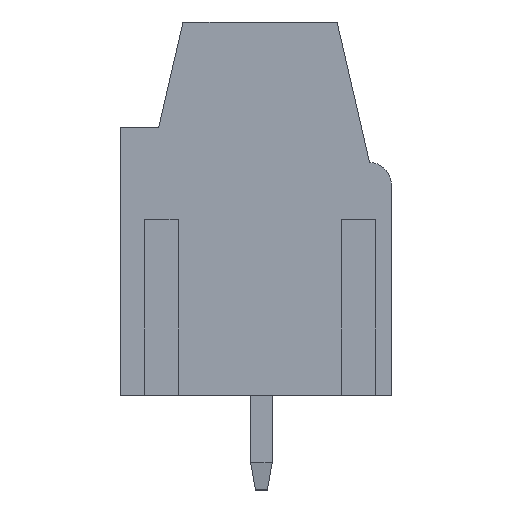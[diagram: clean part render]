
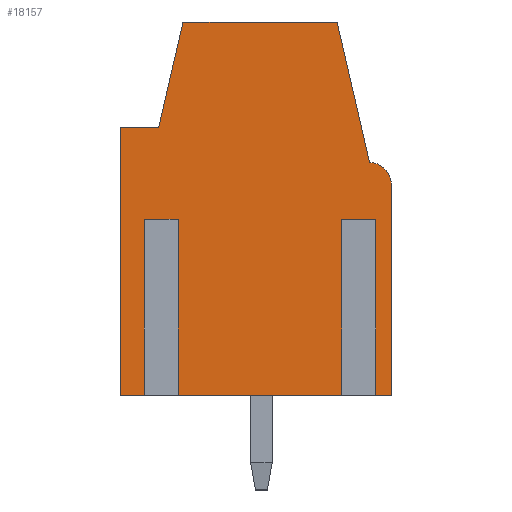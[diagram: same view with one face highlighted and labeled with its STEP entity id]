
A CAD part, left-side view. The second image highlights one B-rep face of the part: STEP entity #18157.
In plain terms, the highlighted planar face has unit normal (-1, 0, 0).
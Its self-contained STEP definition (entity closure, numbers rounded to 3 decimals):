
#17912=AXIS2_PLACEMENT_3D('Circle Axis2P3D',#17910,#17911,$) ;
#18094=AXIS2_PLACEMENT_3D('Plane Axis2P3D',#18091,#18092,#18093) ;
#17143=CARTESIAN_POINT('Vertex',(0.55,0.,3.5)) ;
#17146=CARTESIAN_POINT('Line Origine',(0.55,0.447,3.5)) ;
#17150=CARTESIAN_POINT('Vertex',(0.55,0.894,3.5)) ;
#17171=CARTESIAN_POINT('Vertex',(0.55,1.506,3.5)) ;
#17174=CARTESIAN_POINT('Line Origine',(0.55,4.85,3.5)) ;
#17178=CARTESIAN_POINT('Vertex',(0.55,8.194,3.5)) ;
#17199=CARTESIAN_POINT('Vertex',(0.55,8.806,3.5)) ;
#17202=CARTESIAN_POINT('Line Origine',(0.55,9.403,3.5)) ;
#17206=CARTESIAN_POINT('Vertex',(0.55,10.,3.5)) ;
#17650=CARTESIAN_POINT('Line Origine',(0.55,10.,8.45)) ;
#17654=CARTESIAN_POINT('Vertex',(0.55,10.,13.4)) ;
#17795=CARTESIAN_POINT('Vertex',(0.55,8.6,13.4)) ;
#17798=CARTESIAN_POINT('Line Origine',(0.55,8.15,15.35)) ;
#17802=CARTESIAN_POINT('Vertex',(0.55,7.7,17.3)) ;
#17826=CARTESIAN_POINT('Line Origine',(0.55,4.85,17.3)) ;
#17830=CARTESIAN_POINT('Vertex',(0.55,2.001,17.3)) ;
#17886=CARTESIAN_POINT('Line Origine',(0.55,1.4,14.7)) ;
#17890=CARTESIAN_POINT('Vertex',(0.55,0.8,12.1)) ;
#17910=CARTESIAN_POINT('Axis2P3D Location',(0.55,0.8,11.3)) ;
#17914=CARTESIAN_POINT('Vertex',(0.55,0.,11.3)) ;
#17934=CARTESIAN_POINT('Line Origine',(0.55,0.,7.4)) ;
#18091=CARTESIAN_POINT('Axis2P3D Location',(0.55,10.,0.)) ;
#18096=CARTESIAN_POINT('Line Origine',(0.55,1.506,6.75)) ;
#18100=CARTESIAN_POINT('Vertex',(0.55,1.506,10.)) ;
#18103=CARTESIAN_POINT('Line Origine',(0.55,1.2,10.)) ;
#18107=CARTESIAN_POINT('Vertex',(0.55,0.894,10.)) ;
#18110=CARTESIAN_POINT('Line Origine',(0.55,0.894,6.75)) ;
#18115=CARTESIAN_POINT('Line Origine',(0.55,9.3,13.4)) ;
#18120=CARTESIAN_POINT('Line Origine',(0.55,8.806,6.75)) ;
#18124=CARTESIAN_POINT('Vertex',(0.55,8.806,10.)) ;
#18127=CARTESIAN_POINT('Line Origine',(0.55,8.5,10.)) ;
#18131=CARTESIAN_POINT('Vertex',(0.55,8.194,10.)) ;
#18134=CARTESIAN_POINT('Line Origine',(0.55,8.194,6.75)) ;
#17147=DIRECTION('Vector Direction',(0.,-1.,0.)) ;
#17175=DIRECTION('Vector Direction',(0.,-1.,0.)) ;
#17203=DIRECTION('Vector Direction',(0.,-1.,0.)) ;
#17651=DIRECTION('Vector Direction',(0.,0.,-1.)) ;
#17799=DIRECTION('Vector Direction',(0.,0.225,-0.974)) ;
#17827=DIRECTION('Vector Direction',(0.,1.,0.)) ;
#17887=DIRECTION('Vector Direction',(0.,0.225,0.974)) ;
#17911=DIRECTION('Axis2P3D Direction',(-1.,0.,0.)) ;
#17935=DIRECTION('Vector Direction',(0.,0.,1.)) ;
#18092=DIRECTION('Axis2P3D Direction',(-1.,0.,0.)) ;
#18093=DIRECTION('Axis2P3D XDirection',(0.,1.,0.)) ;
#18097=DIRECTION('Vector Direction',(0.,0.,1.)) ;
#18104=DIRECTION('Vector Direction',(0.,1.,0.)) ;
#18111=DIRECTION('Vector Direction',(0.,0.,1.)) ;
#18116=DIRECTION('Vector Direction',(0.,1.,0.)) ;
#18121=DIRECTION('Vector Direction',(0.,0.,1.)) ;
#18128=DIRECTION('Vector Direction',(0.,1.,0.)) ;
#18135=DIRECTION('Vector Direction',(0.,0.,1.)) ;
#17148=VECTOR('Line Direction',#17147,1.) ;
#17176=VECTOR('Line Direction',#17175,1.) ;
#17204=VECTOR('Line Direction',#17203,1.) ;
#17652=VECTOR('Line Direction',#17651,1.) ;
#17800=VECTOR('Line Direction',#17799,1.) ;
#17828=VECTOR('Line Direction',#17827,1.) ;
#17888=VECTOR('Line Direction',#17887,1.) ;
#17936=VECTOR('Line Direction',#17935,1.) ;
#18098=VECTOR('Line Direction',#18097,1.) ;
#18105=VECTOR('Line Direction',#18104,1.) ;
#18112=VECTOR('Line Direction',#18111,1.) ;
#18117=VECTOR('Line Direction',#18116,1.) ;
#18122=VECTOR('Line Direction',#18121,1.) ;
#18129=VECTOR('Line Direction',#18128,1.) ;
#18136=VECTOR('Line Direction',#18135,1.) ;
#18140=ORIENTED_EDGE('',*,*,#17180,.T.) ;
#18141=ORIENTED_EDGE('',*,*,#18102,.T.) ;
#18142=ORIENTED_EDGE('',*,*,#18109,.F.) ;
#18143=ORIENTED_EDGE('',*,*,#18114,.F.) ;
#18144=ORIENTED_EDGE('',*,*,#17152,.T.) ;
#18145=ORIENTED_EDGE('',*,*,#17938,.T.) ;
#18146=ORIENTED_EDGE('',*,*,#17916,.T.) ;
#18147=ORIENTED_EDGE('',*,*,#17892,.T.) ;
#18148=ORIENTED_EDGE('',*,*,#17832,.T.) ;
#18149=ORIENTED_EDGE('',*,*,#17804,.T.) ;
#18150=ORIENTED_EDGE('',*,*,#18119,.T.) ;
#18151=ORIENTED_EDGE('',*,*,#17656,.T.) ;
#18152=ORIENTED_EDGE('',*,*,#17208,.T.) ;
#18153=ORIENTED_EDGE('',*,*,#18126,.T.) ;
#18154=ORIENTED_EDGE('',*,*,#18133,.F.) ;
#18155=ORIENTED_EDGE('',*,*,#18138,.F.) ;
#18157=ADVANCED_FACE('HOUSING',(#18156),#18095,.T.) ;
#17913=CIRCLE('generated circle',#17912,0.8) ;
#17152=EDGE_CURVE('',#17151,#17144,#17149,.T.) ;
#17180=EDGE_CURVE('',#17179,#17172,#17177,.T.) ;
#17208=EDGE_CURVE('',#17207,#17200,#17205,.T.) ;
#17656=EDGE_CURVE('',#17655,#17207,#17653,.T.) ;
#17804=EDGE_CURVE('',#17803,#17796,#17801,.T.) ;
#17832=EDGE_CURVE('',#17831,#17803,#17829,.T.) ;
#17892=EDGE_CURVE('',#17891,#17831,#17889,.T.) ;
#17916=EDGE_CURVE('',#17915,#17891,#17913,.T.) ;
#17938=EDGE_CURVE('',#17144,#17915,#17937,.T.) ;
#18102=EDGE_CURVE('',#17172,#18101,#18099,.T.) ;
#18109=EDGE_CURVE('',#18108,#18101,#18106,.T.) ;
#18114=EDGE_CURVE('',#17151,#18108,#18113,.T.) ;
#18119=EDGE_CURVE('',#17796,#17655,#18118,.T.) ;
#18126=EDGE_CURVE('',#17200,#18125,#18123,.T.) ;
#18133=EDGE_CURVE('',#18132,#18125,#18130,.T.) ;
#18138=EDGE_CURVE('',#17179,#18132,#18137,.T.) ;
#18139=EDGE_LOOP('',(#18140,#18141,#18142,#18143,#18144,#18145,#18146,#18147,#18148,#18149,#18150,#18151,#18152,#18153,#18154,#18155)) ;
#18156=FACE_OUTER_BOUND('',#18139,.T.) ;
#17149=LINE('Line',#17146,#17148) ;
#17177=LINE('Line',#17174,#17176) ;
#17205=LINE('Line',#17202,#17204) ;
#17653=LINE('Line',#17650,#17652) ;
#17801=LINE('Line',#17798,#17800) ;
#17829=LINE('Line',#17826,#17828) ;
#17889=LINE('Line',#17886,#17888) ;
#17937=LINE('Line',#17934,#17936) ;
#18099=LINE('Line',#18096,#18098) ;
#18106=LINE('Line',#18103,#18105) ;
#18113=LINE('Line',#18110,#18112) ;
#18118=LINE('Line',#18115,#18117) ;
#18123=LINE('Line',#18120,#18122) ;
#18130=LINE('Line',#18127,#18129) ;
#18137=LINE('Line',#18134,#18136) ;
#18095=PLANE('',#18094) ;
#17144=VERTEX_POINT('',#17143) ;
#17151=VERTEX_POINT('',#17150) ;
#17172=VERTEX_POINT('',#17171) ;
#17179=VERTEX_POINT('',#17178) ;
#17200=VERTEX_POINT('',#17199) ;
#17207=VERTEX_POINT('',#17206) ;
#17655=VERTEX_POINT('',#17654) ;
#17796=VERTEX_POINT('',#17795) ;
#17803=VERTEX_POINT('',#17802) ;
#17831=VERTEX_POINT('',#17830) ;
#17891=VERTEX_POINT('',#17890) ;
#17915=VERTEX_POINT('',#17914) ;
#18101=VERTEX_POINT('',#18100) ;
#18108=VERTEX_POINT('',#18107) ;
#18125=VERTEX_POINT('',#18124) ;
#18132=VERTEX_POINT('',#18131) ;
